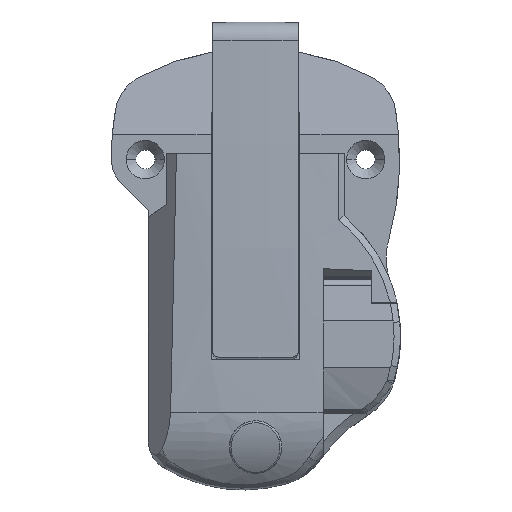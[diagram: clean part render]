
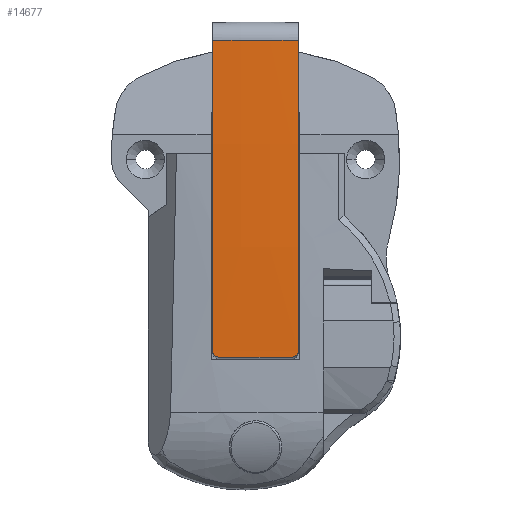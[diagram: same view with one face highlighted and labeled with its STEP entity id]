
A CAD part, top view. The second image highlights one B-rep face of the part: STEP entity #14677.
In plain terms, the highlighted toroidal (fillet/blend) face has major radius 1600 mm and minor radius 400 mm.
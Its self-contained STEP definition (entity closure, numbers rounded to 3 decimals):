
#5 = ORIENTED_EDGE ( 'NONE', *, *, #2721, .T. ) ;
#1169 = ORIENTED_EDGE ( 'NONE', *, *, #8888, .T. ) ;
#1525 = B_SPLINE_CURVE_WITH_KNOTS ( 'NONE', 3,
 ( #7087, #17129, #5037, #11938, #18074, #18172, #16930, #17019, #14877, #16672, #4571, #22699, #12710, #4819 ),
 .UNSPECIFIED., .F., .F.,
 ( 4, 2, 2, 2, 2, 2, 4 ),
 ( 0., 0., 0.001, 0.001, 0.002, 0.002, 0.003 ),
 .UNSPECIFIED. ) ;
#1606 = CARTESIAN_POINT ( 'NONE',  ( -14., -34.322, 6.171 ) ) ;
#2197 = CARTESIAN_POINT ( 'NONE',  ( 12., -36.345, 6.216 ) ) ;
#2664 = VERTEX_POINT ( 'NONE', #10807 ) ;
#2721 = EDGE_CURVE ( 'NONE', #25300, #9908, #25138, .T. ) ;
#3430 = CARTESIAN_POINT ( 'NONE',  ( -14., 67.24, 4.522 ) ) ;
#3566 = AXIS2_PLACEMENT_3D ( 'NONE', #24401, #6161, #8203 ) ;
#4076 = AXIS2_PLACEMENT_3D ( 'NONE', #21318, #9272, #23309 ) ;
#4186 = VERTEX_POINT ( 'NONE', #16338 ) ;
#4571 = CARTESIAN_POINT ( 'NONE',  ( 13.751, -35.338, 6.17 ) ) ;
#4819 = CARTESIAN_POINT ( 'NONE',  ( 14., -34.322, 6.171 ) ) ;
#5037 = CARTESIAN_POINT ( 'NONE',  ( 12.264, -36.333, 6.209 ) ) ;
#5559 = B_SPLINE_CURVE_WITH_KNOTS ( 'NONE', 3,
 ( #22429, #16478, #12442, #14434 ),
 .UNSPECIFIED., .F., .F.,
 ( 4, 4 ),
 ( 0.002, 0.026 ),
 .UNSPECIFIED. ) ;
#5646 = CARTESIAN_POINT ( 'NONE',  ( -12.266, -36.346, 6.208 ) ) ;
#5720 = CARTESIAN_POINT ( 'NONE',  ( -13.937, -34.843, 6.168 ) ) ;
#5820 = CARTESIAN_POINT ( 'NONE',  ( -12.893, -36.141, 6.191 ) ) ;
#6161 = DIRECTION ( 'NONE',  ( 1., 0., 0. ) ) ;
#7087 = CARTESIAN_POINT ( 'NONE',  ( 12., -36.345, 6.216 ) ) ;
#7329 = CIRCLE ( 'NONE', #4076, 1999.755 ) ;
#7782 = CARTESIAN_POINT ( 'NONE',  ( -13.801, -35.216, 6.17 ) ) ;
#8203 = DIRECTION ( 'NONE',  ( 0., 0.042, 0.999 ) ) ;
#8818 = EDGE_CURVE ( 'NONE', #9908, #4186, #22384, .T. ) ;
#8888 = EDGE_CURVE ( 'NONE', #14610, #10116, #5559, .T. ) ;
#9030 = TOROIDAL_SURFACE ( 'NONE', #13821, 1600., 400. ) ;
#9223 = EDGE_CURVE ( 'NONE', #25300, #2664, #7329, .T. ) ;
#9272 = DIRECTION ( 'NONE',  ( 1., 0., 0. ) ) ;
#9293 = EDGE_LOOP ( 'NONE', ( #1169, #12872, #16333, #5, #13638, #17888 ) ) ;
#9705 = CARTESIAN_POINT ( 'NONE',  ( 0., -16., -1993.5 ) ) ;
#9893 = CARTESIAN_POINT ( 'NONE',  ( -13.596, -35.552, 6.173 ) ) ;
#9908 = VERTEX_POINT ( 'NONE', #3430 ) ;
#9987 = CARTESIAN_POINT ( 'NONE',  ( -13.9, -34.971, 6.168 ) ) ;
#10116 = VERTEX_POINT ( 'NONE', #2197 ) ;
#10807 = CARTESIAN_POINT ( 'NONE',  ( 14., -34.322, 6.171 ) ) ;
#11621 = CARTESIAN_POINT ( 'NONE',  ( 0., 50.6, -394.887 ) ) ;
#11760 = CARTESIAN_POINT ( 'NONE',  ( -14., -34.455, 6.17 ) ) ;
#11844 = CARTESIAN_POINT ( 'NONE',  ( -13.329, -35.844, 6.179 ) ) ;
#11917 = AXIS2_PLACEMENT_3D ( 'NONE', #11621, #23510, #15282 ) ;
#11938 = CARTESIAN_POINT ( 'NONE',  ( 12.521, -36.282, 6.201 ) ) ;
#12305 = EDGE_CURVE ( 'NONE', #4186, #14610, #19391, .T. ) ;
#12442 = CARTESIAN_POINT ( 'NONE',  ( 4., -36.302, 6.457 ) ) ;
#12710 = CARTESIAN_POINT ( 'NONE',  ( 14., -34.588, 6.169 ) ) ;
#12872 = ORIENTED_EDGE ( 'NONE', *, *, #14437, .T. ) ;
#13059 = CARTESIAN_POINT ( 'NONE',  ( 14., 67.24, 4.522 ) ) ;
#13638 = ORIENTED_EDGE ( 'NONE', *, *, #8818, .T. ) ;
#13821 = AXIS2_PLACEMENT_3D ( 'NONE', #9705, #25441, #25355 ) ;
#13847 = CARTESIAN_POINT ( 'NONE',  ( -13.987, -34.586, 6.169 ) ) ;
#14434 = CARTESIAN_POINT ( 'NONE',  ( 12., -36.345, 6.216 ) ) ;
#14437 = EDGE_CURVE ( 'NONE', #10116, #2664, #1525, .T. ) ;
#14610 = VERTEX_POINT ( 'NONE', #19542 ) ;
#14677 = ADVANCED_FACE ( 'NONE', ( #19735 ), #9030, .T. ) ;
#14877 = CARTESIAN_POINT ( 'NONE',  ( 13.328, -35.845, 6.179 ) ) ;
#15282 = DIRECTION ( 'NONE',  ( 0., -0.042, -0.999 ) ) ;
#15860 = CARTESIAN_POINT ( 'NONE',  ( -12.53, -36.293, 6.201 ) ) ;
#16046 = CARTESIAN_POINT ( 'NONE',  ( -13.74, -35.332, 6.171 ) ) ;
#16333 = ORIENTED_EDGE ( 'NONE', *, *, #9223, .F. ) ;
#16338 = CARTESIAN_POINT ( 'NONE',  ( -14., -34.322, 6.171 ) ) ;
#16478 = CARTESIAN_POINT ( 'NONE',  ( -4., -36.302, 6.457 ) ) ;
#16672 = CARTESIAN_POINT ( 'NONE',  ( 13.603, -35.564, 6.173 ) ) ;
#16930 = CARTESIAN_POINT ( 'NONE',  ( 13.007, -36.079, 6.188 ) ) ;
#17019 = CARTESIAN_POINT ( 'NONE',  ( 13.225, -35.931, 6.182 ) ) ;
#17129 = CARTESIAN_POINT ( 'NONE',  ( 12.133, -36.345, 6.212 ) ) ;
#17888 = ORIENTED_EDGE ( 'NONE', *, *, #12305, .T. ) ;
#18074 = CARTESIAN_POINT ( 'NONE',  ( 12.649, -36.243, 6.198 ) ) ;
#18172 = CARTESIAN_POINT ( 'NONE',  ( 12.892, -36.141, 6.191 ) ) ;
#19391 = B_SPLINE_CURVE_WITH_KNOTS ( 'NONE', 3,
 ( #1606, #11760, #13847, #5720, #9987, #7782, #16046, #9893, #21846, #11844, #25826, #23986, #5820, #15860, #5646, #21940 ),
 .UNSPECIFIED., .F., .F.,
 ( 4, 2, 2, 2, 2, 2, 2, 4 ),
 ( 0., 0., 0.001, 0.001, 0.002, 0.002, 0.002, 0.003 ),
 .UNSPECIFIED. ) ;
#19542 = CARTESIAN_POINT ( 'NONE',  ( -12., -36.345, 6.216 ) ) ;
#19735 = FACE_OUTER_BOUND ( 'NONE', #9293, .T. ) ;
#21318 = CARTESIAN_POINT ( 'NONE',  ( 14., -16., -1993.5 ) ) ;
#21846 = CARTESIAN_POINT ( 'NONE',  ( -13.512, -35.656, 6.175 ) ) ;
#21940 = CARTESIAN_POINT ( 'NONE',  ( -12., -36.345, 6.216 ) ) ;
#22384 = CIRCLE ( 'NONE', #3566, 1999.755 ) ;
#22429 = CARTESIAN_POINT ( 'NONE',  ( -12., -36.345, 6.216 ) ) ;
#22699 = CARTESIAN_POINT ( 'NONE',  ( 13.948, -34.852, 6.168 ) ) ;
#23309 = DIRECTION ( 'NONE',  ( 0., 0.042, 0.999 ) ) ;
#23510 = DIRECTION ( 'NONE',  ( 0., -0.999, 0.042 ) ) ;
#23986 = CARTESIAN_POINT ( 'NONE',  ( -13.01, -36.077, 6.188 ) ) ;
#24401 = CARTESIAN_POINT ( 'NONE',  ( -14., -16., -1993.5 ) ) ;
#25138 = CIRCLE ( 'NONE', #11917, 400. ) ;
#25300 = VERTEX_POINT ( 'NONE', #13059 ) ;
#25355 = DIRECTION ( 'NONE',  ( 0., 0., -1. ) ) ;
#25441 = DIRECTION ( 'NONE',  ( 1., 0., 0. ) ) ;
#25826 = CARTESIAN_POINT ( 'NONE',  ( -13.228, -35.928, 6.182 ) ) ;
